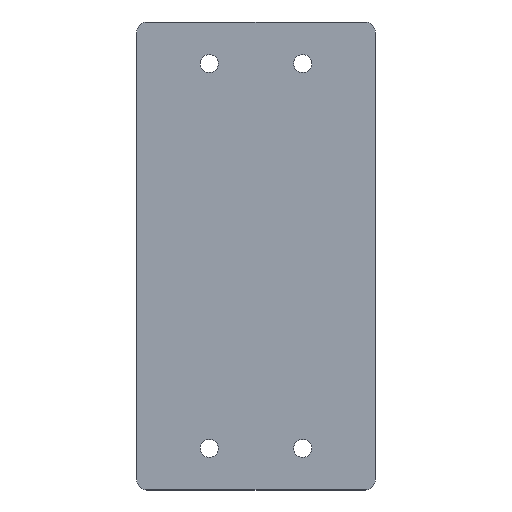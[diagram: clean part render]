
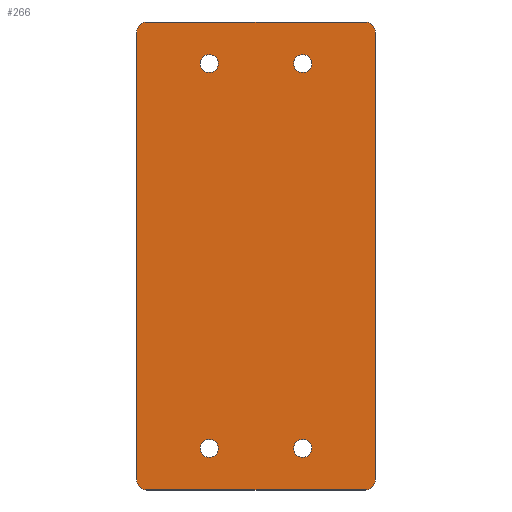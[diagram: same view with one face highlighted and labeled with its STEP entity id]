
A CAD part, top view. The second image highlights one B-rep face of the part: STEP entity #266.
In plain terms, the highlighted planar face has unit normal (0, 0, 1).
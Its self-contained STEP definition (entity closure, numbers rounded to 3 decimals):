
#147=CARTESIAN_POINT('',(-45.849,-36.041,20.6));
#148=DIRECTION('',(0.,0.,-1.));
#149=DIRECTION('',(1.,0.,0.));
#150=AXIS2_PLACEMENT_3D('',#147,#148,#149);
#151=PLANE('',#150);
#152=CARTESIAN_POINT('',(-53.624,-21.441,20.6));
#153=VERTEX_POINT('',#152);
#154=CARTESIAN_POINT('',(-54.724,-21.441,20.6));
#155=DIRECTION('',(0.,0.,-1.));
#156=DIRECTION('',(1.,0.,0.));
#157=AXIS2_PLACEMENT_3D('',#154,#155,#156);
#158=CIRCLE('',#157,1.1);
#159=EDGE_CURVE('',#153,#153,#158,.T.);
#160=ORIENTED_EDGE('',*,*,#159,.T.);
#161=EDGE_LOOP('',(#160));
#162=FACE_BOUND('',#161,.T.);
#163=CARTESIAN_POINT('',(-53.624,25.559,20.6));
#164=VERTEX_POINT('',#163);
#165=CARTESIAN_POINT('',(-54.724,25.559,20.6));
#166=DIRECTION('',(0.,0.,-1.));
#167=DIRECTION('',(1.,0.,0.));
#168=AXIS2_PLACEMENT_3D('',#165,#166,#167);
#169=CIRCLE('',#168,1.1);
#170=EDGE_CURVE('',#164,#164,#169,.T.);
#171=ORIENTED_EDGE('',*,*,#170,.T.);
#172=EDGE_LOOP('',(#171));
#173=FACE_BOUND('',#172,.T.);
#174=CARTESIAN_POINT('',(-65.024,25.559,20.6));
#175=VERTEX_POINT('',#174);
#176=CARTESIAN_POINT('',(-66.124,25.559,20.6));
#177=DIRECTION('',(0.,0.,-1.));
#178=DIRECTION('',(1.,0.,0.));
#179=AXIS2_PLACEMENT_3D('',#176,#177,#178);
#180=CIRCLE('',#179,1.1);
#181=EDGE_CURVE('',#175,#175,#180,.T.);
#182=ORIENTED_EDGE('',*,*,#181,.T.);
#183=EDGE_LOOP('',(#182));
#184=FACE_BOUND('',#183,.T.);
#185=CARTESIAN_POINT('',(-65.024,-21.441,20.6));
#186=VERTEX_POINT('',#185);
#187=CARTESIAN_POINT('',(-66.124,-21.441,20.6));
#188=DIRECTION('',(0.,0.,-1.));
#189=DIRECTION('',(1.,0.,0.));
#190=AXIS2_PLACEMENT_3D('',#187,#188,#189);
#191=CIRCLE('',#190,1.1);
#192=EDGE_CURVE('',#186,#186,#191,.T.);
#193=ORIENTED_EDGE('',*,*,#192,.T.);
#194=EDGE_LOOP('',(#193));
#195=FACE_BOUND('',#194,.T.);
#196=CARTESIAN_POINT('',(-73.749,-26.516,20.6));
#197=VERTEX_POINT('',#196);
#198=CARTESIAN_POINT('',(-47.099,-26.516,20.6));
#199=VERTEX_POINT('',#198);
#200=CARTESIAN_POINT('',(-73.749,-26.516,20.6));
#201=DIRECTION('',(1.,0.,0.));
#202=VECTOR('',#201,26.65);
#203=LINE('',#200,#202);
#204=EDGE_CURVE('',#197,#199,#203,.T.);
#205=ORIENTED_EDGE('',*,*,#204,.T.);
#206=CARTESIAN_POINT('',(-45.849,-25.266,20.6));
#207=VERTEX_POINT('',#206);
#208=CARTESIAN_POINT('',(-47.099,-25.266,20.6));
#209=DIRECTION('',(-0.,-0.,1.));
#210=DIRECTION('',(1.,0.,0.));
#211=AXIS2_PLACEMENT_3D('',#208,#209,#210);
#212=CIRCLE('',#211,1.25);
#213=EDGE_CURVE('',#199,#207,#212,.T.);
#214=ORIENTED_EDGE('',*,*,#213,.T.);
#215=CARTESIAN_POINT('',(-45.849,29.384,20.6));
#216=VERTEX_POINT('',#215);
#217=CARTESIAN_POINT('',(-45.849,-25.266,20.6));
#218=DIRECTION('',(-0.,1.,0.));
#219=VECTOR('',#218,54.65);
#220=LINE('',#217,#219);
#221=EDGE_CURVE('',#207,#216,#220,.T.);
#222=ORIENTED_EDGE('',*,*,#221,.T.);
#223=CARTESIAN_POINT('',(-47.099,30.634,20.6));
#224=VERTEX_POINT('',#223);
#225=CARTESIAN_POINT('',(-47.099,29.384,20.6));
#226=DIRECTION('',(-0.,-0.,1.));
#227=DIRECTION('',(1.,0.,0.));
#228=AXIS2_PLACEMENT_3D('',#225,#226,#227);
#229=CIRCLE('',#228,1.25);
#230=EDGE_CURVE('',#216,#224,#229,.T.);
#231=ORIENTED_EDGE('',*,*,#230,.T.);
#232=CARTESIAN_POINT('',(-73.749,30.634,20.6));
#233=VERTEX_POINT('',#232);
#234=CARTESIAN_POINT('',(-73.749,30.634,20.6));
#235=DIRECTION('',(1.,0.,0.));
#236=VECTOR('',#235,26.65);
#237=LINE('',#234,#236);
#238=EDGE_CURVE('',#233,#224,#237,.T.);
#239=ORIENTED_EDGE('',*,*,#238,.F.);
#240=CARTESIAN_POINT('',(-74.999,29.384,20.6));
#241=VERTEX_POINT('',#240);
#242=CARTESIAN_POINT('',(-73.749,29.384,20.6));
#243=DIRECTION('',(0.,0.,-1.));
#244=DIRECTION('',(1.,0.,0.));
#245=AXIS2_PLACEMENT_3D('',#242,#243,#244);
#246=CIRCLE('',#245,1.25);
#247=EDGE_CURVE('',#241,#233,#246,.T.);
#248=ORIENTED_EDGE('',*,*,#247,.F.);
#249=CARTESIAN_POINT('',(-74.999,-25.266,20.6));
#250=VERTEX_POINT('',#249);
#251=CARTESIAN_POINT('',(-74.999,29.384,20.6));
#252=DIRECTION('',(0.,-1.,0.));
#253=VECTOR('',#252,54.65);
#254=LINE('',#251,#253);
#255=EDGE_CURVE('',#241,#250,#254,.T.);
#256=ORIENTED_EDGE('',*,*,#255,.T.);
#257=CARTESIAN_POINT('',(-73.749,-25.266,20.6));
#258=DIRECTION('',(0.,0.,-1.));
#259=DIRECTION('',(1.,0.,0.));
#260=AXIS2_PLACEMENT_3D('',#257,#258,#259);
#261=CIRCLE('',#260,1.25);
#262=EDGE_CURVE('',#197,#250,#261,.T.);
#263=ORIENTED_EDGE('',*,*,#262,.F.);
#264=EDGE_LOOP('',(#205,#214,#222,#231,#239,#248,#256,#263));
#265=FACE_BOUND('',#264,.T.);
#266=ADVANCED_FACE('',(#162,#173,#184,#195,#265),#151,.F.);
